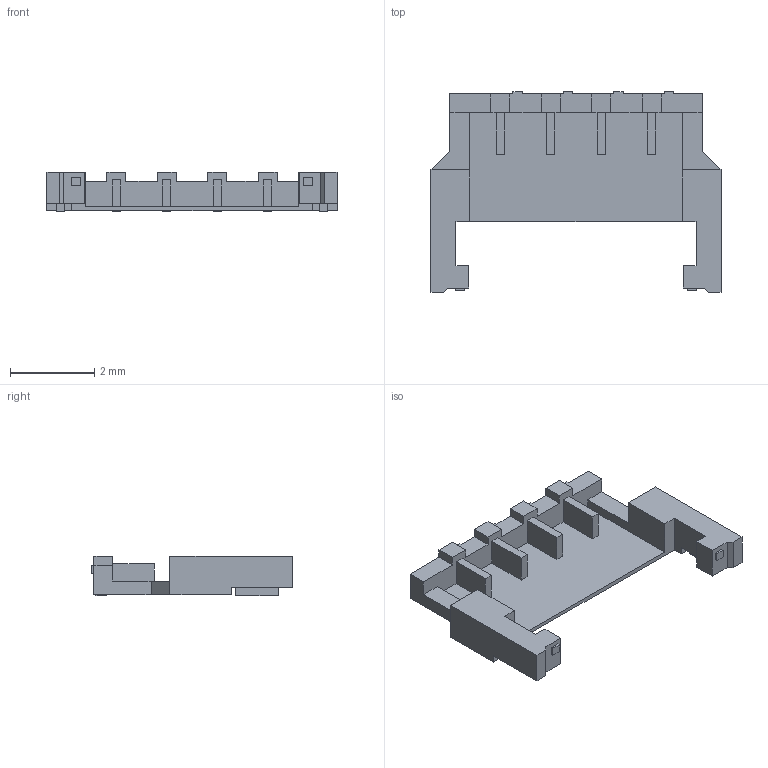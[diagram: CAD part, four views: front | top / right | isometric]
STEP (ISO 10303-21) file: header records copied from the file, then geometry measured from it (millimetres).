
FILE_DESCRIPTION(('Creo Elements/Direct Modeling STEP Export'),'2;1');
FILE_NAME('DF58-4P-1.2V.stp','2016-12-06T13:43:29',(''),(''),'Creo Elements/Direct Modeling STEP processor for AP214 (Solid Model)','Creo Elements/Direct Modeling 18.1E 22-Nov-2013 (C) Parametric Technology GmbH','');
FILE_SCHEMA(('AUTOMOTIVE_DESIGN { 1 0 10303 214 1 1 1 1 }'));
Length unit declared in the file: millimetre
Products named in the file (2): DF58-4P-1_2V
Assembly tree (1 placements, depth 2):
  DF58-4P-1_2V
    DF58-4P-1_2V
Bounding box: 6.9 x 4.77 x 0.95 mm (x, y, z)
Volume: 8 mm3; surface area: 75.9 mm2
Topology: 1 solids, 1 shells, 132 faces, 368 edges, 242 vertices
Faces by surface type: plane 132
Entity records: 4177 total; most frequent: CARTESIAN_POINT 744, ORIENTED_EDGE 736, DIRECTION 636, VECTOR 368, LINE 368, EDGE_CURVE 368, VERTEX_POINT 242, EDGE_LOOP 136
